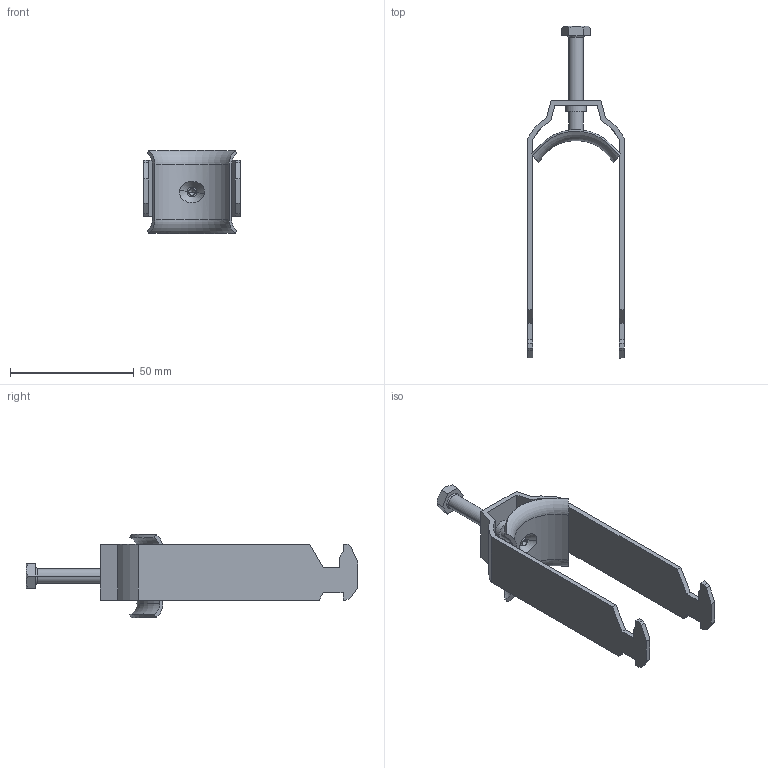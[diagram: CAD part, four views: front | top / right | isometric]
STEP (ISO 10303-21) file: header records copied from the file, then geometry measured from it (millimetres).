
FILE_DESCRIPTION (( 'STEP AP214' ), '1' );
FILE_NAME ('1186030.STEP', '2023-09-05T09:32:14', ( '' ), ( '' ), 'SwSTEP 2.0', 'SolidWorks 2022', '' );
FILE_SCHEMA (( 'AUTOMOTIVE_DESIGN' ));
Length unit declared in the file: millimetre
Products named in the file (4): 142951_M6 x 38; 157095_2fach_2Fach; 141712_Standard; 1186030
Assembly tree (3 placements, depth 2):
  1186030
    157095_2fach_2Fach
    142951_M6 x 38
    141712_Standard
Bounding box: 39 x 134 x 33.75 mm (x, y, z)
Volume: 13272.3 mm3; surface area: 15120.7 mm2
Topology: 3 solids, 3 shells, 252 faces, 661 edges, 438 vertices
Faces by surface type: plane 147, bspline 53, cylinder 34, cone 10, torus 8
Entity records: 12841 total; most frequent: CARTESIAN_POINT 6342, ORIENTED_EDGE 1314, DIRECTION 1013, EDGE_CURVE 657, VERTEX_POINT 438, VECTOR 403, LINE 403, AXIS2_PLACEMENT_3D 305
